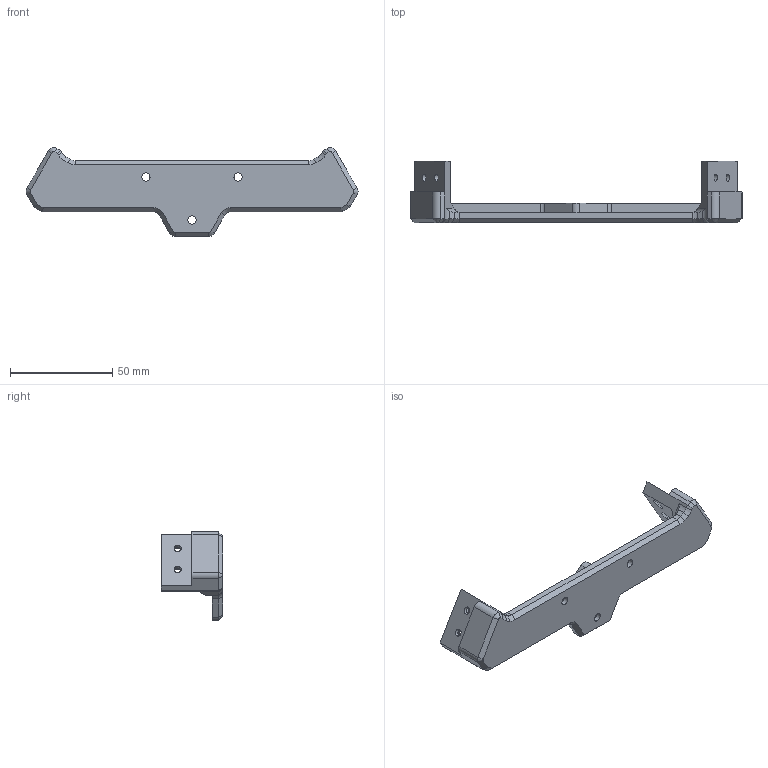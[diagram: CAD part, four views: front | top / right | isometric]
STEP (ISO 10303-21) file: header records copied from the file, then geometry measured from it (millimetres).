
FILE_DESCRIPTION( ( '' ), ' ' );
FILE_NAME( '5cafa98b6e1b28179f4971fe.step', '2019-04-11T20:54:35', ( '' ), ( '' ), ' ', ' ', ' ' );
FILE_SCHEMA( ( 'AUTOMOTIVE_DESIGN { 1 0 10303 214 1 1 1 1 }' ) );
Length unit declared in the file: metre
Products named in the file (1): Bridge
Bounding box: 162.21 x 30 x 43.36 mm (x, y, z)
Volume: 32400.3 mm3; surface area: 15291.8 mm2
Topology: 1 solids, 1 shells, 165 faces, 437 edges, 278 vertices
Faces by surface type: plane 112, cylinder 37, cone 16
Full cylindrical faces by diameter (mm): 3.5 x4, 4 x3
Entity records: 6303 total; most frequent: CARTESIAN_POINT 880, ORIENTED_EDGE 838, DIRECTION 837, EDGE_CURVE 419, LINE 325, VECTOR 325, VERTEX_POINT 271, AXIS2_PLACEMENT_3D 256
